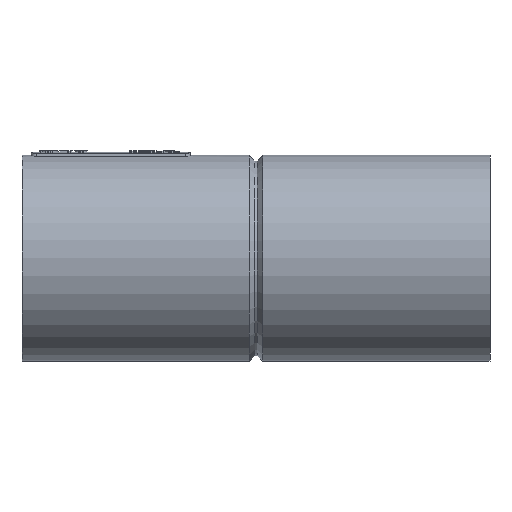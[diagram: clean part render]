
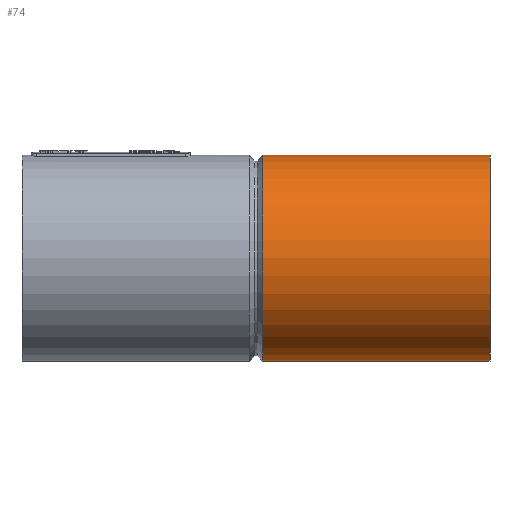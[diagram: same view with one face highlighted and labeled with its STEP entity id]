
A CAD part, front view. The second image highlights one B-rep face of the part: STEP entity #74.
In plain terms, the highlighted cylindrical face has radius 22 mm (diameter 44 mm), a full revolution.
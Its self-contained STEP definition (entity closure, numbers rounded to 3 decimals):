
#4 = DIRECTION ( 'NONE',  ( 0., 0., 1. ) ) ;
#74 = ADVANCED_FACE ( 'NONE', ( #2433, #3923 ), #1238, .T. ) ;
#470 = CARTESIAN_POINT ( 'NONE',  ( 50., 0., 22. ) ) ;
#668 = AXIS2_PLACEMENT_3D ( 'NONE', #3205, #1181, #1495 ) ;
#783 = CIRCLE ( 'NONE', #1956, 22. ) ;
#947 = DIRECTION ( 'NONE',  ( -1., 0., 0. ) ) ;
#953 = EDGE_LOOP ( 'NONE', ( #1604 ) ) ;
#1181 = DIRECTION ( 'NONE',  ( -1., 0., 0. ) ) ;
#1238 = CYLINDRICAL_SURFACE ( 'NONE', #2242, 22. ) ;
#1346 = CARTESIAN_POINT ( 'NONE',  ( -144.183, 0., 0. ) ) ;
#1448 = EDGE_LOOP ( 'NONE', ( #2239 ) ) ;
#1495 = DIRECTION ( 'NONE',  ( 0., 0., 1. ) ) ;
#1604 = ORIENTED_EDGE ( 'NONE', *, *, #1718, .F. ) ;
#1718 = EDGE_CURVE ( 'NONE', #3209, #3209, #783, .T. ) ;
#1956 = AXIS2_PLACEMENT_3D ( 'NONE', #2971, #947, #3309 ) ;
#2239 = ORIENTED_EDGE ( 'NONE', *, *, #2715, .T. ) ;
#2242 = AXIS2_PLACEMENT_3D ( 'NONE', #1346, #4069, #4 ) ;
#2433 = FACE_OUTER_BOUND ( 'NONE', #953, .T. ) ;
#2715 = EDGE_CURVE ( 'NONE', #3994, #3994, #2842, .T. ) ;
#2842 = CIRCLE ( 'NONE', #668, 22. ) ;
#2971 = CARTESIAN_POINT ( 'NONE',  ( 1.472, 0., 0. ) ) ;
#3205 = CARTESIAN_POINT ( 'NONE',  ( 50., 0., 0. ) ) ;
#3209 = VERTEX_POINT ( 'NONE', #4164 ) ;
#3309 = DIRECTION ( 'NONE',  ( 0., 0., 1. ) ) ;
#3923 = FACE_OUTER_BOUND ( 'NONE', #1448, .T. ) ;
#3994 = VERTEX_POINT ( 'NONE', #470 ) ;
#4069 = DIRECTION ( 'NONE',  ( -1., 0., 0. ) ) ;
#4164 = CARTESIAN_POINT ( 'NONE',  ( 1.472, 0., 22. ) ) ;
